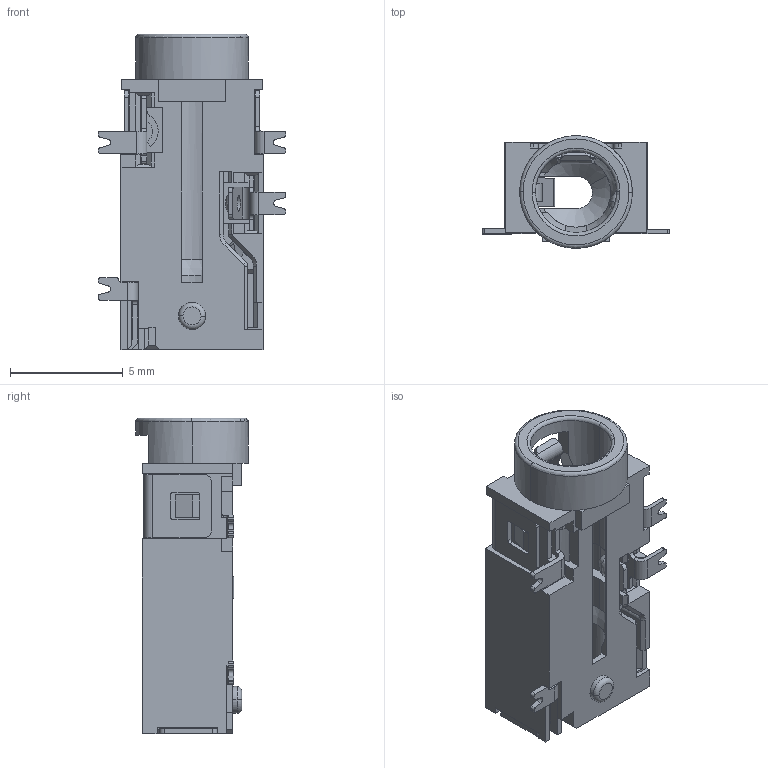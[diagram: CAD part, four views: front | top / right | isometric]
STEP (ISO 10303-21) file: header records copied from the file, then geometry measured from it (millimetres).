
FILE_DESCRIPTION (( 'STEP AP214' ), '1' );
FILE_NAME ('CUI_DEVICES_SJ2-35954A-SMT-TR.step', '2023-06-23T15:35:09', ( '' ), ( '' ), 'SwSTEP 2.0', 'SolidWorks 2023', '' );
FILE_SCHEMA (( 'AUTOMOTIVE_DESIGN' ));
Length unit declared in the file: millimetre
Products named in the file (1): CUI_DEVICES_SJ2-35954A-SMT-TR
Bounding box: 8.3 x 5 x 14 mm (x, y, z)
Volume: 174.4 mm3; surface area: 704.3 mm2
Topology: 1 solids, 1 shells, 552 faces, 1592 edges, 1022 vertices
Faces by surface type: plane 384, cylinder 140, bspline 11, cone 9, torus 8
Entity records: 18467 total; most frequent: CARTESIAN_POINT 3802, ORIENTED_EDGE 3180, DIRECTION 2942, EDGE_CURVE 1590, VECTOR 1220, LINE 1220, VERTEX_POINT 1022, AXIS2_PLACEMENT_3D 861
